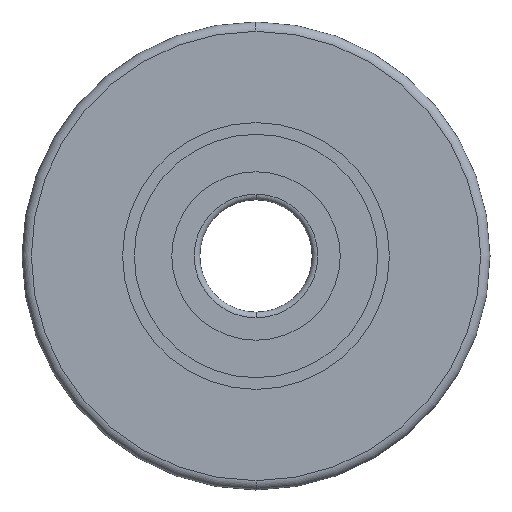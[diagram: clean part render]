
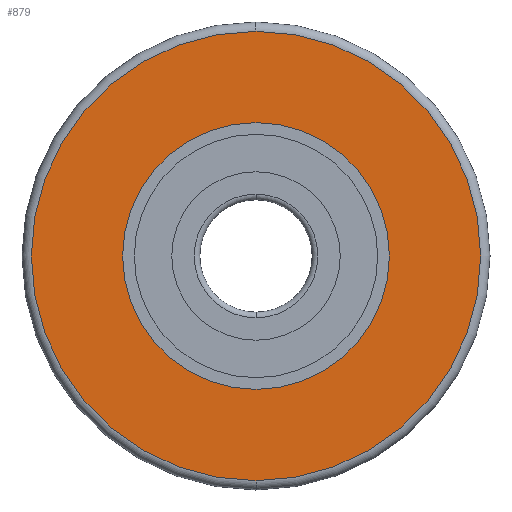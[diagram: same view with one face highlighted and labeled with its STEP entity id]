
A CAD part, left-side view. The second image highlights one B-rep face of the part: STEP entity #879.
In plain terms, the highlighted planar face has unit normal (-1, 0, 0).
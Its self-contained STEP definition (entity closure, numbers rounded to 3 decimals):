
#65 = VERTEX_POINT ( 'NONE', #1600 ) ;
#116 = CARTESIAN_POINT ( 'NONE',  ( -7.5, 0., 0. ) ) ;
#174 = DIRECTION ( 'NONE',  ( 1., 0., 0. ) ) ;
#298 = DIRECTION ( 'NONE',  ( 0., 0., -1. ) ) ;
#305 = EDGE_CURVE ( 'NONE', #65, #1372, #968, .T. ) ;
#320 = CARTESIAN_POINT ( 'NONE',  ( -7.5, 0., -24. ) ) ;
#414 = CARTESIAN_POINT ( 'NONE',  ( -7.5, 0., 14.25 ) ) ;
#446 = AXIS2_PLACEMENT_3D ( 'NONE', #548, #174, #934 ) ;
#489 = FACE_BOUND ( 'NONE', #814, .T. ) ;
#548 = CARTESIAN_POINT ( 'NONE',  ( -7.5, 14.25, 0. ) ) ;
#559 = EDGE_LOOP ( 'NONE', ( #1003, #1250 ) ) ;
#638 = EDGE_CURVE ( 'NONE', #2221, #1701, #1741, .T. ) ;
#754 = DIRECTION ( 'NONE',  ( -1., 0., 0. ) ) ;
#814 = EDGE_LOOP ( 'NONE', ( #948, #2328 ) ) ;
#865 = DIRECTION ( 'NONE',  ( -1., 0., 0. ) ) ;
#879 = ADVANCED_FACE ( 'NONE', ( #1485, #489 ), #1681, .F. ) ;
#934 = DIRECTION ( 'NONE',  ( 0., 0., -1. ) ) ;
#948 = ORIENTED_EDGE ( 'NONE', *, *, #1256, .F. ) ;
#968 = CIRCLE ( 'NONE', #1870, 14.25 ) ;
#1003 = ORIENTED_EDGE ( 'NONE', *, *, #1824, .T. ) ;
#1047 = AXIS2_PLACEMENT_3D ( 'NONE', #116, #2147, #298 ) ;
#1154 = CIRCLE ( 'NONE', #2073, 24. ) ;
#1250 = ORIENTED_EDGE ( 'NONE', *, *, #638, .T. ) ;
#1256 = EDGE_CURVE ( 'NONE', #1372, #65, #1555, .T. ) ;
#1372 = VERTEX_POINT ( 'NONE', #414 ) ;
#1424 = DIRECTION ( 'NONE',  ( 0., 0., 1. ) ) ;
#1475 = AXIS2_PLACEMENT_3D ( 'NONE', #2158, #865, #1424 ) ;
#1481 = DIRECTION ( 'NONE',  ( 0., 0., -1. ) ) ;
#1485 = FACE_OUTER_BOUND ( 'NONE', #559, .T. ) ;
#1555 = CIRCLE ( 'NONE', #1475, 14.25 ) ;
#1600 = CARTESIAN_POINT ( 'NONE',  ( -7.5, 0., -14.25 ) ) ;
#1681 = PLANE ( 'NONE',  #446 ) ;
#1701 = VERTEX_POINT ( 'NONE', #320 ) ;
#1741 = CIRCLE ( 'NONE', #1047, 24. ) ;
#1824 = EDGE_CURVE ( 'NONE', #1701, #2221, #1154, .T. ) ;
#1825 = CARTESIAN_POINT ( 'NONE',  ( -7.5, 0., 0. ) ) ;
#1870 = AXIS2_PLACEMENT_3D ( 'NONE', #2022, #754, #2059 ) ;
#2022 = CARTESIAN_POINT ( 'NONE',  ( -7.5, 0., 0. ) ) ;
#2059 = DIRECTION ( 'NONE',  ( 0., 0., 1. ) ) ;
#2073 = AXIS2_PLACEMENT_3D ( 'NONE', #1825, #2418, #1481 ) ;
#2147 = DIRECTION ( 'NONE',  ( -1., 0., 0. ) ) ;
#2158 = CARTESIAN_POINT ( 'NONE',  ( -7.5, 0., 0. ) ) ;
#2221 = VERTEX_POINT ( 'NONE', #2398 ) ;
#2328 = ORIENTED_EDGE ( 'NONE', *, *, #305, .F. ) ;
#2398 = CARTESIAN_POINT ( 'NONE',  ( -7.5, 0., 24. ) ) ;
#2418 = DIRECTION ( 'NONE',  ( -1., 0., 0. ) ) ;
